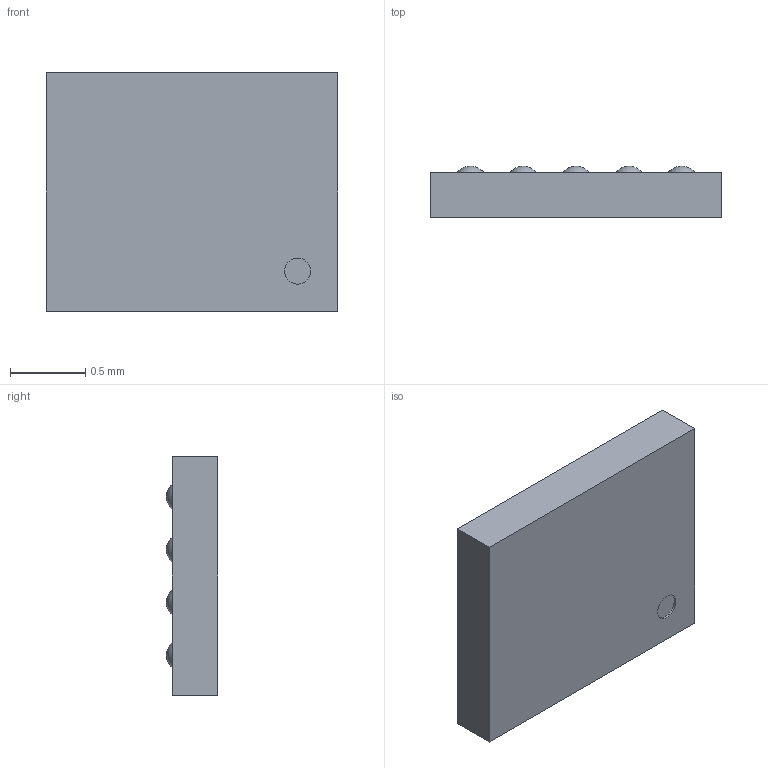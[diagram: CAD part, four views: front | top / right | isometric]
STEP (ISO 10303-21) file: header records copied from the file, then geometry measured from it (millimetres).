
FILE_DESCRIPTION(/* description */ ('Unknown'),/* implementation_level */ '2;1');
FILE_NAME(/* name */ 'AP73490',/* time_stamp */ '2025-07-14T10:53:09+08:00',/* author */ ('Unknown'),/* organization */ ('Unknown'),/* preprocessor_version */ 'ST-DEVELOPER v20',/* originating_system */ 'Solid Edge',/* authorisation */ 'Unknown');
FILE_SCHEMA (('AUTOMOTIVE_DESIGN {1 0 10303 214 3 1 1}'));
Length unit declared in the file: millimetre
Products named in the file (3): AP73490; Componud; Boll
Assembly tree (2 placements, depth 2):
  AP73490
    Componud
    Boll
Bounding box: 1.93 x 0.34 x 1.58 mm (x, y, z)
Volume: 0.9 mm3; surface area: 13.5 mm2
Topology: 21 solids, 21 shells, 48 faces, 155 edges, 110 vertices
Faces by surface type: sphere 40, plane 7, cylinder 1
Full cylindrical faces by diameter (mm): 0.172 x1
Entity records: 1047 total; most frequent: DIRECTION 158, CARTESIAN_POINT 135, AXIS2_PLACEMENT_3D 73, FACE_BOUND 70, ORIENTED_EDGE 68, VERTEX_POINT 50, EDGE_LOOP 50, ADVANCED_FACE 48
